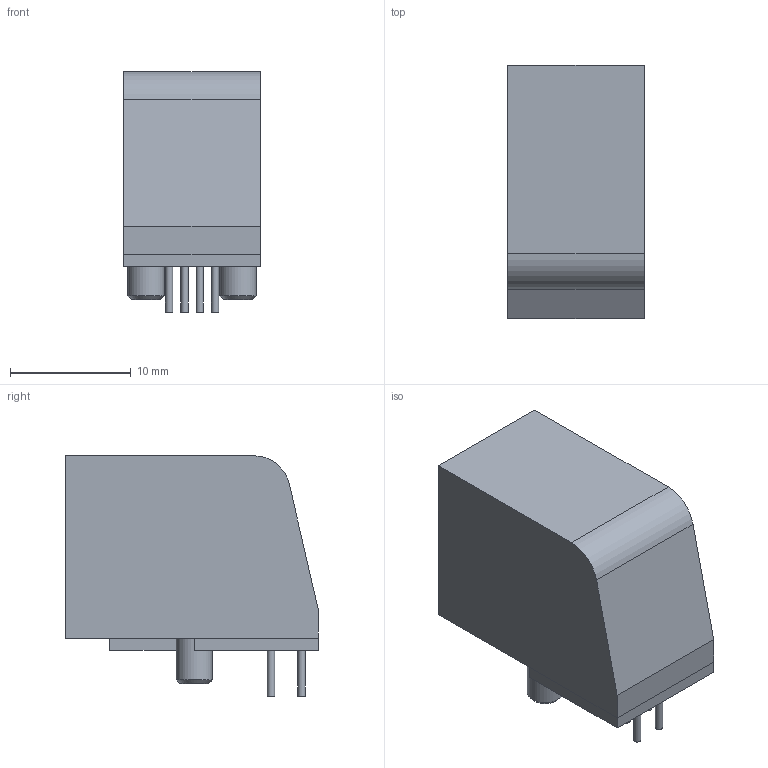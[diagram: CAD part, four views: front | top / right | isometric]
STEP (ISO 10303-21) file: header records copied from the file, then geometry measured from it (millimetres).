
FILE_DESCRIPTION(('FreeCAD Model'),'2;1');
FILE_NAME('5555980-1.step','2021-02-20T18:17:10',('Author' ),(''),'Open CASCADE STEP processor 7.3','FreeCAD','Unknown');
FILE_SCHEMA(('AUTOMOTIVE_DESIGN { 1 0 10303 214 1 1 1 1 }'));
Length unit declared in the file: millimetre
Products named in the file (5): Body; Cylinder; Cylinder002; Cylinder001; Cylinder003
Bounding box: 11.31 x 20.96 x 19.92 mm (x, y, z)
Volume: 2532.6 mm3; surface area: 2018.1 mm2
Topology: 5 solids, 5 shells, 62 faces, 147 edges, 96 vertices
Faces by surface type: plane 53, cylinder 7, cone 2
Full cylindrical faces by diameter (mm): 0.6 x4, 3 x2
Entity records: 3792 total; most frequent: CARTESIAN_POINT 648, DIRECTION 579, LINE 403, VECTOR 403, ORIENTED_EDGE 294, PCURVE 294, DEFINITIONAL_REPRESENTATION 294, EDGE_CURVE 147
